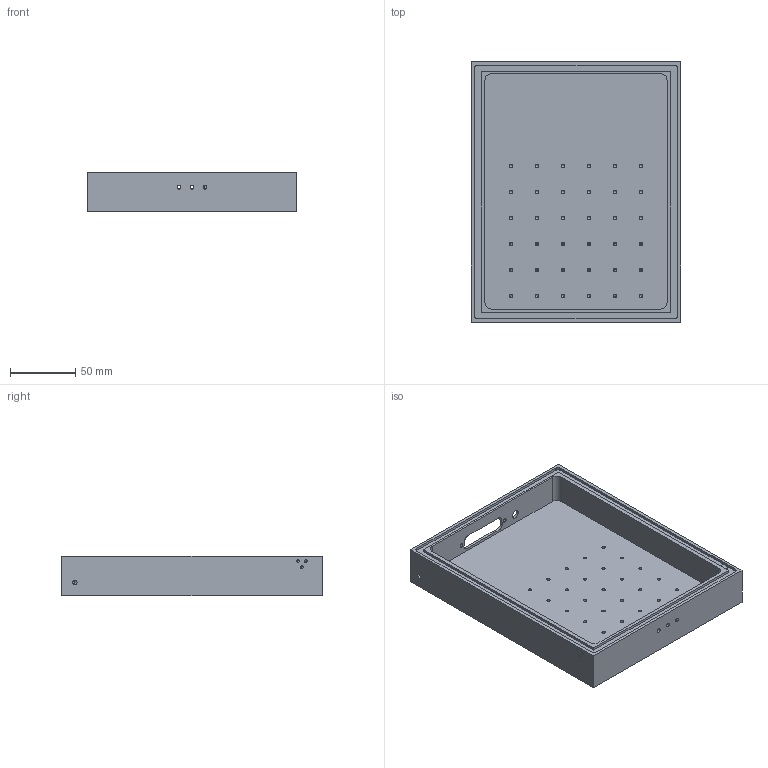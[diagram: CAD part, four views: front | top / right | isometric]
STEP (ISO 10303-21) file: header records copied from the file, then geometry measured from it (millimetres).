
FILE_DESCRIPTION (( 'STEP AP214' ), '1' );
FILE_NAME ('MEC0100-00.STEP', '2018-02-23T11:06:49', ( '' ), ( '' ), 'SwSTEP 2.0', 'SolidWorks 2017', '' );
FILE_SCHEMA (( 'AUTOMOTIVE_DESIGN' ));
Length unit declared in the file: millimetre
Products named in the file (1): MEC0100-00
Bounding box: 161 x 200 x 30 mm (x, y, z)
Volume: 361061.9 mm3; surface area: 105024.4 mm2
Topology: 1 solids, 1 shells, 247 faces, 630 edges, 340 vertices
Faces by surface type: cylinder 122, cone 96, plane 29
Entity records: 7866 total; most frequent: DIRECTION 1274, CARTESIAN_POINT 1122, ORIENTED_EDGE 1068, EDGE_CURVE 534, AXIS2_PLACEMENT_3D 492, VERTEX_POINT 340, EDGE_LOOP 312, VECTOR 290
